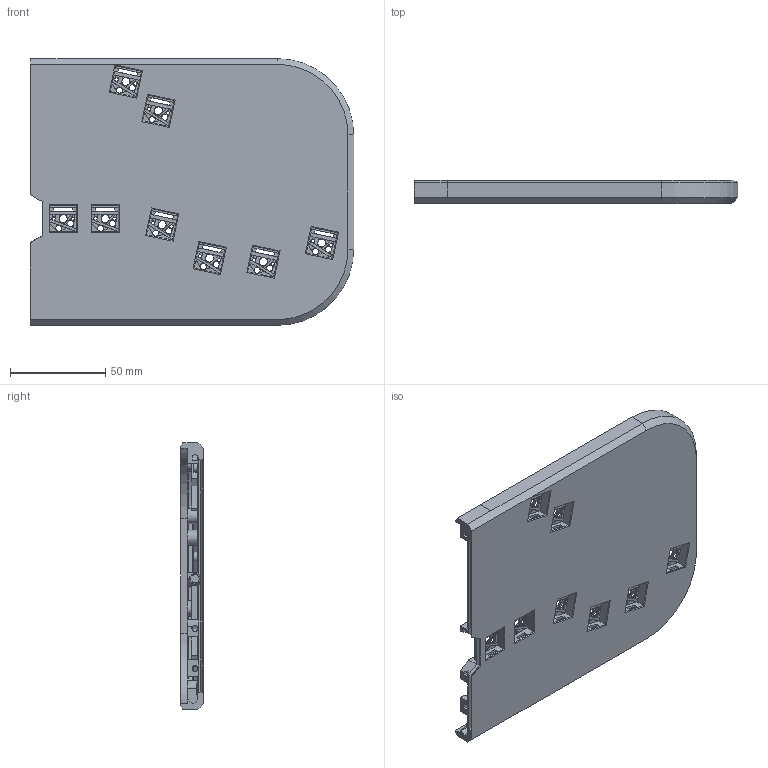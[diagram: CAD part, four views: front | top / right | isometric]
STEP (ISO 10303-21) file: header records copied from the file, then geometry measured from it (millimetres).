
FILE_DESCRIPTION (( 'STEP AP214' ), '1' );
FILE_NAME ('BubbleBox V4 SCL RH Standard.STEP', '2023-03-24T03:10:39', ( '' ), ( '' ), 'SwSTEP 2.0', 'SolidWorks 2022', '' );
FILE_SCHEMA (( 'AUTOMOTIVE_DESIGN' ));
Length unit declared in the file: millimetre
Products named in the file (1): BubbleBox V4 SCL RH Standard
Bounding box: 169.75 x 12 x 140 mm (x, y, z)
Volume: 81771.8 mm3; surface area: 62161.6 mm2
Topology: 1 solids, 1 shells, 994 faces, 2733 edges, 1784 vertices
Faces by surface type: plane 784, cylinder 164, cone 46
Entity records: 31366 total; most frequent: CARTESIAN_POINT 5584, ORIENTED_EDGE 5466, DIRECTION 5070, EDGE_CURVE 2733, LINE 2338, VECTOR 2338, VERTEX_POINT 1784, AXIS2_PLACEMENT_3D 1366
